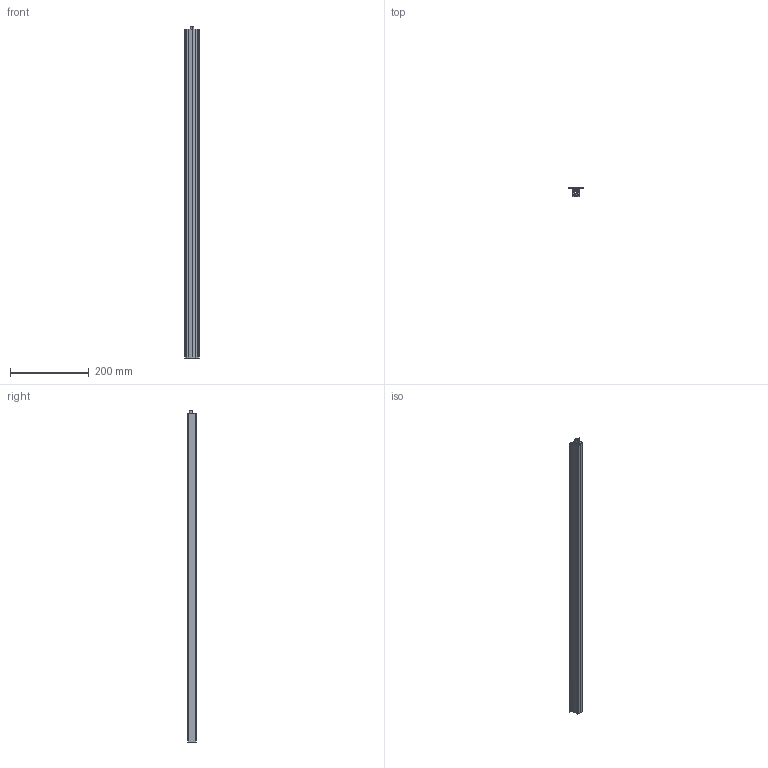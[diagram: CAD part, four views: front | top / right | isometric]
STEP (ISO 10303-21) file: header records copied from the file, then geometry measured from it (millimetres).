
FILE_DESCRIPTION (( 'STEP AP203' ), '1' );
FILE_NAME ('RO 835 plus.STEP', '2025-02-28T13:33:34', ( '' ), ( '' ), 'SwSTEP 2.0', 'SolidWorks 2023', '' );
FILE_SCHEMA (( 'CONFIG_CONTROL_DESIGN' ));
Length unit declared in the file: millimetre
Products named in the file (4): Betätigungsteil_20; RO 835 plus; Aussengehäuse RO_835; Innengeometrie_20_835
Assembly tree (3 placements, depth 2):
  RO 835 plus
    Aussengehäuse RO_835
    Innengeometrie_20_835
    Betätigungsteil_20
Bounding box: 35.98 x 22.3 x 841 mm (x, y, z)
Volume: 190988.5 mm3; surface area: 273520.9 mm2
Topology: 16 solids, 16 shells, 612 faces, 1732 edges, 1154 vertices
Faces by surface type: plane 322, bspline 246, cylinder 42, torus 2
Entity records: 31871 total; most frequent: CARTESIAN_POINT 17059, ORIENTED_EDGE 3464, DIRECTION 2074, EDGE_CURVE 1732, VERTEX_POINT 1154, VECTOR 1150, LINE 1150, EDGE_LOOP 694
